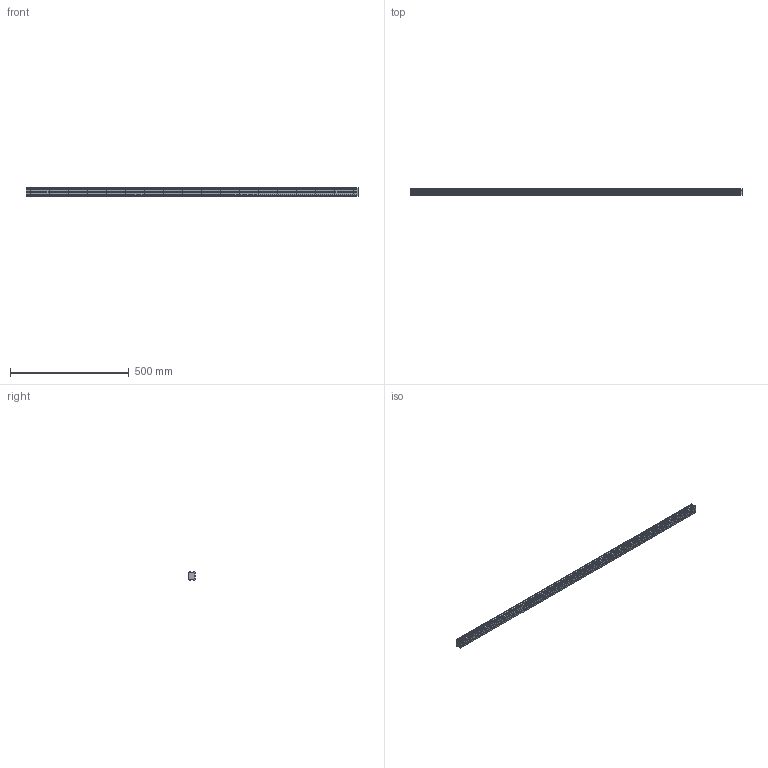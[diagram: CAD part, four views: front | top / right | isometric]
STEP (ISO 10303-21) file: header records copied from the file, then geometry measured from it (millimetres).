
FILE_DESCRIPTION (( 'STEP AP214' ), '1' );
FILE_NAME ('SHS35C1SS-1400L_G20_0_B-M6F_639_0_0_0_1.STEP', '2021-06-22T09:44:25', ( '' ), ( '' ), 'SwSTEP 2.0', 'SolidWorks 2021', '' );
FILE_SCHEMA (( 'AUTOMOTIVE_DESIGN' ));
Length unit declared in the file: millimetre
Products named in the file (2): _SHS35C140020 Track; SHS35C1SS-1400L_G20_0_B-M6F_639_0_0_0_1
Assembly tree (1 placements, depth 2):
  SHS35C1SS-1400L_G20_0_B-M6F_639_0_0_0_1
    _SHS35C140020 Track
Bounding box: 1400 x 26 x 34 mm (x, y, z)
Volume: 1064497.1 mm3; surface area: 186866.1 mm2
Topology: 1 solids, 1 shells, 228 faces, 678 edges, 452 vertices
Faces by surface type: cylinder 132, plane 96
Entity records: 8100 total; most frequent: CARTESIAN_POINT 1938, ORIENTED_EDGE 1356, DIRECTION 1262, EDGE_CURVE 678, AXIS2_PLACEMENT_3D 496, VERTEX_POINT 452, LINE 270, VECTOR 270
